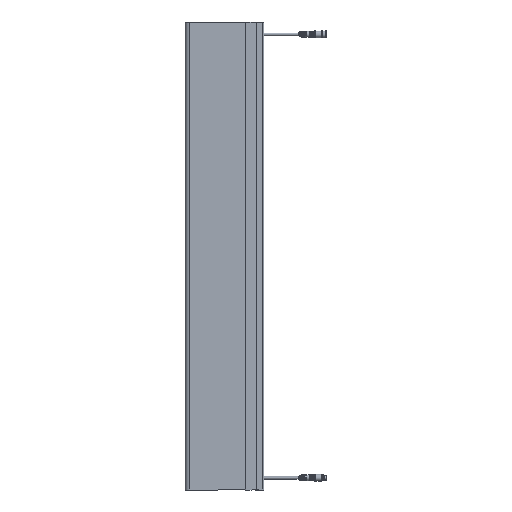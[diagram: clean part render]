
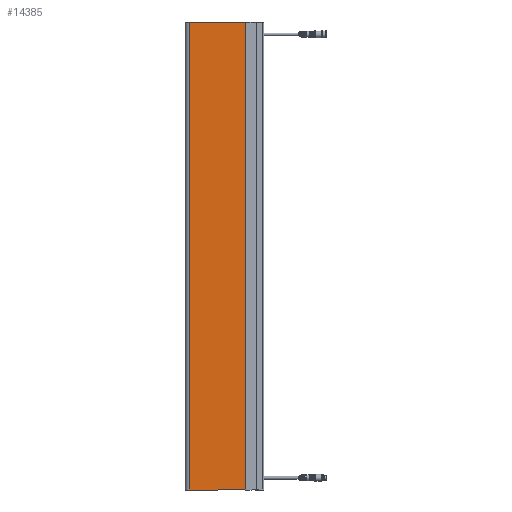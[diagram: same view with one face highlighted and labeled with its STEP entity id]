
A CAD part, left-side view. The second image highlights one B-rep face of the part: STEP entity #14385.
In plain terms, the highlighted planar face has unit normal (-1, 0, 0).
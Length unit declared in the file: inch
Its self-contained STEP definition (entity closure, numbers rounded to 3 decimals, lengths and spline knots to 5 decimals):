
#311 = CARTESIAN_POINT ( 'NONE',  ( -1.06299, 0.9252, 24. ) ) ;
#711 = VERTEX_POINT ( 'NONE', #7116 ) ;
#1081 = FACE_OUTER_BOUND ( 'NONE', #5317, .T. ) ;
#1429 = ORIENTED_EDGE ( 'NONE', *, *, #12894, .F. ) ;
#1544 = PLANE ( 'NONE',  #14069 ) ;
#1759 = LINE ( 'NONE', #14330, #13632 ) ;
#2672 = CARTESIAN_POINT ( 'NONE',  ( -1.06299, 0.9252, 0. ) ) ;
#2831 = DIRECTION ( 'NONE',  ( 0., 1., 0. ) ) ;
#2919 = CARTESIAN_POINT ( 'NONE',  ( -1.06299, 1.98819, 0. ) ) ;
#4121 = LINE ( 'NONE', #2919, #11847 ) ;
#5118 = DIRECTION ( 'NONE',  ( 0., 0., -1. ) ) ;
#5233 = VECTOR ( 'NONE', #9982, 39.37008 ) ;
#5317 = EDGE_LOOP ( 'NONE', ( #1429, #12855, #14388, #14914 ) ) ;
#7116 = CARTESIAN_POINT ( 'NONE',  ( -1.06299, 3.79921, 0. ) ) ;
#7323 = VERTEX_POINT ( 'NONE', #2672 ) ;
#7409 = EDGE_CURVE ( 'NONE', #7323, #711, #4121, .T. ) ;
#8214 = EDGE_CURVE ( 'NONE', #8568, #711, #11814, .T. ) ;
#8388 = VERTEX_POINT ( 'NONE', #311 ) ;
#8568 = VERTEX_POINT ( 'NONE', #10566 ) ;
#8758 = VECTOR ( 'NONE', #11622, 39.37008 ) ;
#8856 = CARTESIAN_POINT ( 'NONE',  ( -1.06299, 0.9252, 12. ) ) ;
#9601 = CARTESIAN_POINT ( 'NONE',  ( -1.06299, 0.9252, 24. ) ) ;
#9982 = DIRECTION ( 'NONE',  ( 0., 0., -1. ) ) ;
#10566 = CARTESIAN_POINT ( 'NONE',  ( -1.06299, 3.79921, 24. ) ) ;
#10833 = LINE ( 'NONE', #8856, #5233 ) ;
#11015 = DIRECTION ( 'NONE',  ( 0., 1., 0. ) ) ;
#11622 = DIRECTION ( 'NONE',  ( 0., 0., -1. ) ) ;
#11814 = LINE ( 'NONE', #13776, #8758 ) ;
#11847 = VECTOR ( 'NONE', #11015, 39.37008 ) ;
#12855 = ORIENTED_EDGE ( 'NONE', *, *, #13286, .T. ) ;
#12894 = EDGE_CURVE ( 'NONE', #8388, #7323, #10833, .T. ) ;
#13286 = EDGE_CURVE ( 'NONE', #8388, #8568, #1759, .T. ) ;
#13632 = VECTOR ( 'NONE', #2831, 39.37008 ) ;
#13776 = CARTESIAN_POINT ( 'NONE',  ( -1.06299, 3.79921, 12. ) ) ;
#14069 = AXIS2_PLACEMENT_3D ( 'NONE', #9601, #14273, #5118 ) ;
#14273 = DIRECTION ( 'NONE',  ( 1., 0., 0. ) ) ;
#14330 = CARTESIAN_POINT ( 'NONE',  ( -1.06299, 1.98819, 24. ) ) ;
#14385 = ADVANCED_FACE ( 'NONE', ( #1081 ), #1544, .F. ) ;
#14388 = ORIENTED_EDGE ( 'NONE', *, *, #8214, .T. ) ;
#14914 = ORIENTED_EDGE ( 'NONE', *, *, #7409, .F. ) ;
